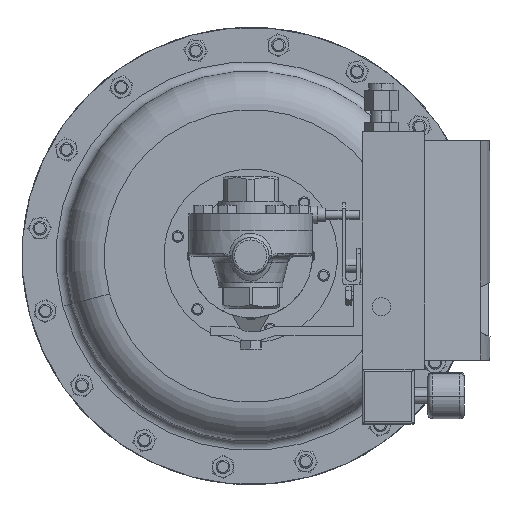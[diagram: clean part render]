
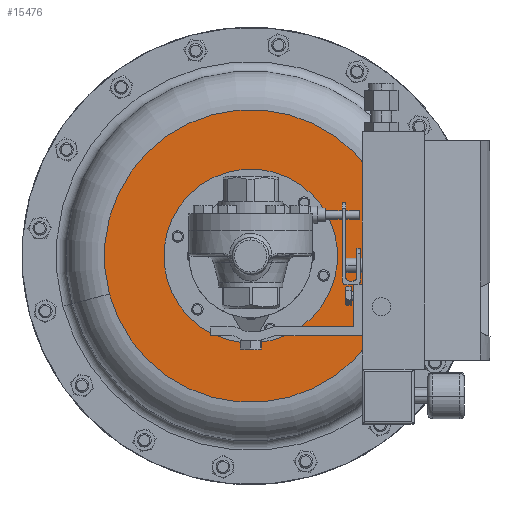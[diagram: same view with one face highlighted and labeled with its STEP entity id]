
A CAD part, front view. The second image highlights one B-rep face of the part: STEP entity #15476.
In plain terms, the highlighted planar face has unit normal (0, -1, 0).
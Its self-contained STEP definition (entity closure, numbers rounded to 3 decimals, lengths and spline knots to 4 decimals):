
#1456 = DIRECTION ( 'NONE',  ( 0.966, 0., 0.259 ) ) ;
#3139 = AXIS2_PLACEMENT_3D ( 'NONE', #3717, #22703, #6529 ) ;
#3717 = CARTESIAN_POINT ( 'NONE',  ( 0., 6.4725, 0. ) ) ;
#3939 = VERTEX_POINT ( 'NONE', #21197 ) ;
#4872 = CIRCLE ( 'NONE', #6810, 2.375 ) ;
#5335 = VERTEX_POINT ( 'NONE', #8496 ) ;
#5606 = CIRCLE ( 'NONE', #8471, 4. ) ;
#6529 = DIRECTION ( 'NONE',  ( -0.707, 0., 0.707 ) ) ;
#6768 = CARTESIAN_POINT ( 'NONE',  ( 3.8637, 6.4725, 1.0353 ) ) ;
#6810 = AXIS2_PLACEMENT_3D ( 'NONE', #14008, #32849, #16704 ) ;
#7711 = AXIS2_PLACEMENT_3D ( 'NONE', #29675, #13502, #32346 ) ;
#8471 = AXIS2_PLACEMENT_3D ( 'NONE', #29800, #13623, #32471 ) ;
#8496 = CARTESIAN_POINT ( 'NONE',  ( -1.6794, 6.4725, 1.6794 ) ) ;
#10564 = CARTESIAN_POINT ( 'NONE',  ( 1.6794, 6.4725, -1.6794 ) ) ;
#12081 = CARTESIAN_POINT ( 'NONE',  ( -1.0353, 6.4725, 3.8637 ) ) ;
#13268 = EDGE_LOOP ( 'NONE', ( #19754, #26066 ) ) ;
#13502 = DIRECTION ( 'NONE',  ( 0., 1., 0. ) ) ;
#13623 = DIRECTION ( 'NONE',  ( 0., 1., 0. ) ) ;
#13713 = ORIENTED_EDGE ( 'NONE', *, *, #18620, .T. ) ;
#14008 = CARTESIAN_POINT ( 'NONE',  ( 0., 6.4725, 0. ) ) ;
#14938 = VERTEX_POINT ( 'NONE', #6768 ) ;
#15091 = VERTEX_POINT ( 'NONE', #10564 ) ;
#15476 = ADVANCED_FACE ( 'NONE', ( #29579, #20696 ), #33779, .T. ) ;
#16704 = DIRECTION ( 'NONE',  ( -0.707, 0., 0.707 ) ) ;
#17616 = DIRECTION ( 'NONE',  ( 0., -1., 0. ) ) ;
#18620 = EDGE_CURVE ( 'NONE', #15091, #5335, #4872, .T. ) ;
#19754 = ORIENTED_EDGE ( 'NONE', *, *, #24128, .F. ) ;
#20360 = ORIENTED_EDGE ( 'NONE', *, *, #32702, .T. ) ;
#20696 = FACE_BOUND ( 'NONE', #25939, .T. ) ;
#21197 = CARTESIAN_POINT ( 'NONE',  ( -3.8637, 6.4725, -1.0353 ) ) ;
#21519 = EDGE_CURVE ( 'NONE', #14938, #3939, #5606, .T. ) ;
#22703 = DIRECTION ( 'NONE',  ( 0., 1., 0. ) ) ;
#23467 = AXIS2_PLACEMENT_3D ( 'NONE', #12081, #17616, #1456 ) ;
#24128 = EDGE_CURVE ( 'NONE', #3939, #14938, #26433, .T. ) ;
#25939 = EDGE_LOOP ( 'NONE', ( #13713, #20360 ) ) ;
#26066 = ORIENTED_EDGE ( 'NONE', *, *, #21519, .F. ) ;
#26433 = CIRCLE ( 'NONE', #7711, 4. ) ;
#28605 = CIRCLE ( 'NONE', #3139, 2.375 ) ;
#29579 = FACE_OUTER_BOUND ( 'NONE', #13268, .T. ) ;
#29675 = CARTESIAN_POINT ( 'NONE',  ( 0., 6.4725, 0. ) ) ;
#29800 = CARTESIAN_POINT ( 'NONE',  ( 0., 6.4725, 0. ) ) ;
#32346 = DIRECTION ( 'NONE',  ( -0.966, 0., -0.259 ) ) ;
#32471 = DIRECTION ( 'NONE',  ( -0.966, 0., -0.259 ) ) ;
#32702 = EDGE_CURVE ( 'NONE', #5335, #15091, #28605, .T. ) ;
#32849 = DIRECTION ( 'NONE',  ( 0., 1., 0. ) ) ;
#33779 = PLANE ( 'NONE',  #23467 ) ;
